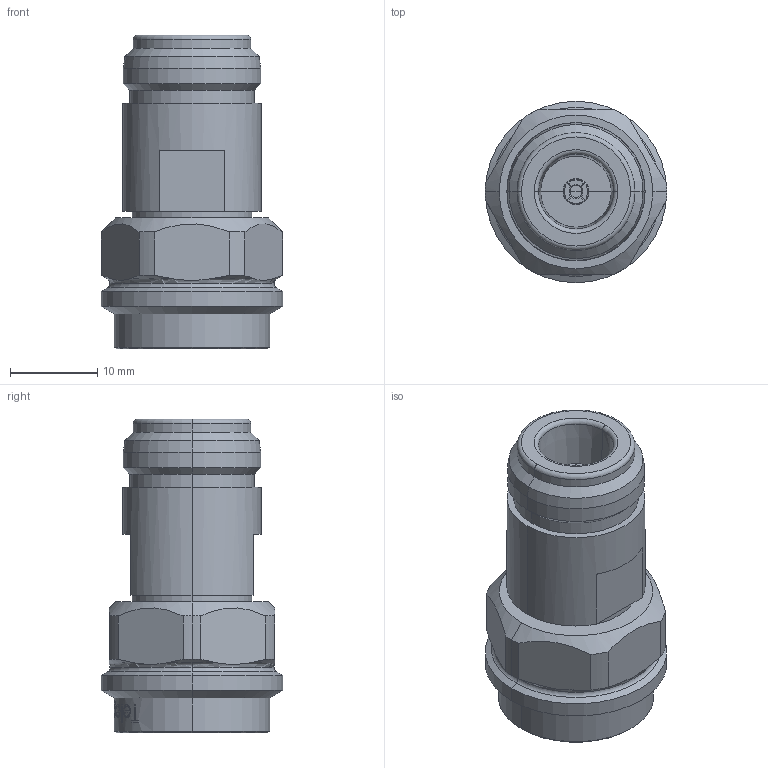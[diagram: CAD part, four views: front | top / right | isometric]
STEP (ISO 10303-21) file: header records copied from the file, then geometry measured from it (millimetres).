
FILE_DESCRIPTION (( 'STEP AP214' ), '1' );
FILE_NAME ('J01024A0010.STEP', '2013-06-12T14:12:12', ( 'Wartung1' ), ( '' ), 'SwSTEP 2.0', 'SolidWorks 2013', '' );
FILE_SCHEMA (( 'AUTOMOTIVE_DESIGN' ));
Length unit declared in the file: millimetre
Products named in the file (1): J01024A0010
Bounding box: 20.8 x 20.8 x 35.95 mm (x, y, z)
Volume: 6814.9 mm3; surface area: 3861.1 mm2
Topology: 1 solids, 2 shells, 301 faces, 769 edges, 496 vertices
Faces by surface type: plane 92, bspline 83, cylinder 69, cone 45, torus 10, sphere 2
Entity records: 20352 total; most frequent: CARTESIAN_POINT 10488, ORIENTED_EDGE 1534, DIRECTION 1094, EDGE_CURVE 767, VERTEX_POINT 496, AXIS2_PLACEMENT_3D 433, EDGE_LOOP 329, B_SPLINE_CURVE_WITH_KNOTS 325
